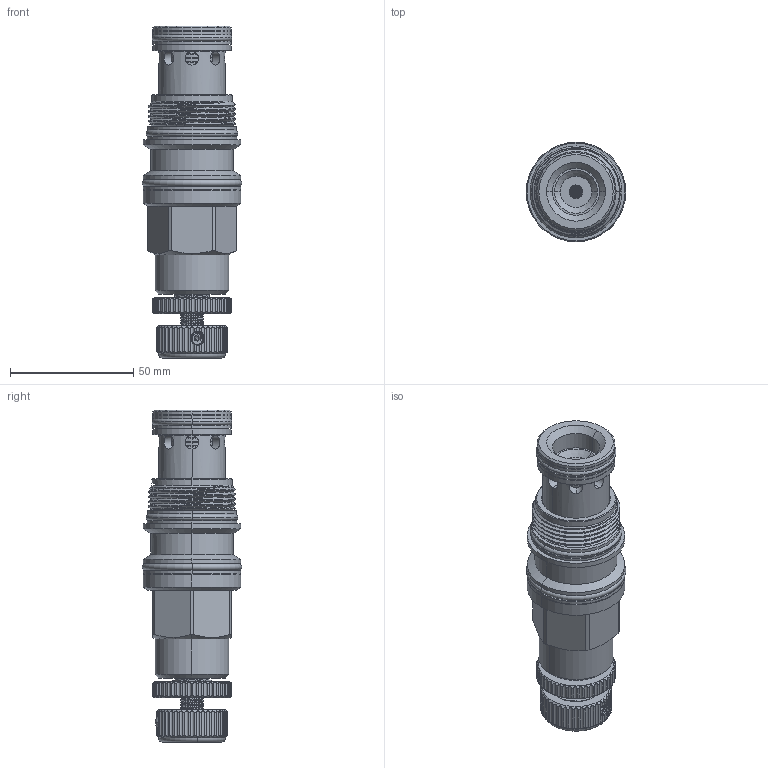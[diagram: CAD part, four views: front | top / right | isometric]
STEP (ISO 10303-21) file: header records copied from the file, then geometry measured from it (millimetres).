
FILE_DESCRIPTION (( 'STEP AP203' ), '1' );
FILE_NAME ('SP17A30-K.STEP', '2020-03-25T01:43:17', ( '' ), ( '' ), 'SwSTEP 2.0', 'SolidWorks 2018', '' );
FILE_SCHEMA (( 'CONFIG_CONTROL_DESIGN' ));
Products named in the file (1): SP17A30-K
Bounding box: 40.39 x 40.39 x 134.75 mm (x, y, z)
Volume: 101310.3 mm3; surface area: 30737.7 mm2
Topology: 14 solids, 14 shells, 1392 faces, 3925 edges, 2490 vertices
Faces by surface type: cylinder 903, plane 233, cone 102, torus 86, bspline 60, sphere 8
Entity records: 101962 total; most frequent: CARTESIAN_POINT 68473, ORIENTED_EDGE 7786, DIRECTION 5665, EDGE_CURVE 3893, VERTEX_POINT 2484, AXIS2_PLACEMENT_3D 2188, EDGE_LOOP 1813, B_SPLINE_CURVE_WITH_KNOTS 1566
